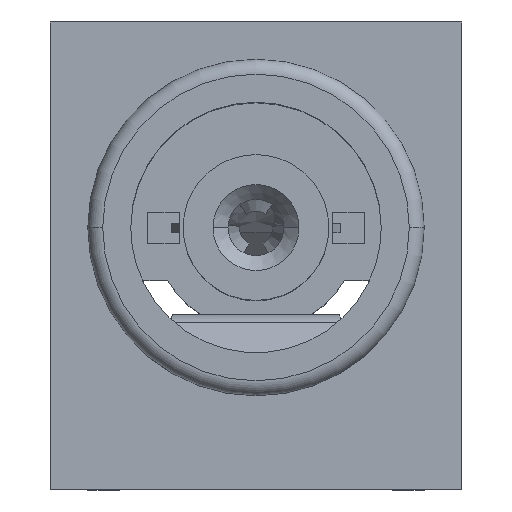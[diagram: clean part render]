
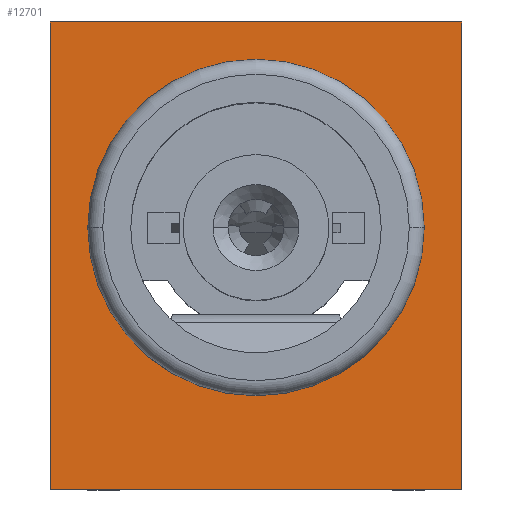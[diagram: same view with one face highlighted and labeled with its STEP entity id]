
A CAD part, top view. The second image highlights one B-rep face of the part: STEP entity #12701.
In plain terms, the highlighted planar face has unit normal (0, 0, 1).
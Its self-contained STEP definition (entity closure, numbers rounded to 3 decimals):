
#10=DIRECTION('',(-1.,0.,0.));
#11=VECTOR('',#10,11.);
#12=CARTESIAN_POINT('',(11.,0.,-2.5));
#13=LINE('',#12,#11);
#4605=CARTESIAN_POINT('',(5.5,7.,-2.5));
#4606=DIRECTION('',(0.,0.,-1.));
#4607=DIRECTION('',(-1.,0.,0.));
#4608=AXIS2_PLACEMENT_3D('',#4605,#4606,#4607);
#4610=CARTESIAN_POINT('',(5.5,7.,-2.5));
#4611=DIRECTION('',(0.,0.,-1.));
#4612=DIRECTION('',(1.,0.,0.));
#4613=AXIS2_PLACEMENT_3D('',#4610,#4611,#4612);
#4615=DIRECTION('',(-1.,0.,0.));
#4616=VECTOR('',#4615,11.);
#4617=CARTESIAN_POINT('',(11.,12.5,-2.5));
#4618=LINE('',#4617,#4616);
#4619=DIRECTION('',(0.,1.,0.));
#4620=VECTOR('',#4619,12.5);
#4621=CARTESIAN_POINT('',(11.,0.,-2.5));
#4622=LINE('',#4621,#4620);
#4655=DIRECTION('',(0.,1.,0.));
#4656=VECTOR('',#4655,12.5);
#4657=CARTESIAN_POINT('',(0.,0.,-2.5));
#4658=LINE('',#4657,#4656);
#5590=CARTESIAN_POINT('',(11.,12.5,-2.5));
#5591=VERTEX_POINT('',#5590);
#5592=CARTESIAN_POINT('',(0.,12.5,-2.5));
#5593=VERTEX_POINT('',#5592);
#5608=CARTESIAN_POINT('',(11.,0.,-2.5));
#5609=VERTEX_POINT('',#5608);
#5610=CARTESIAN_POINT('',(0.,0.,-2.5));
#5611=VERTEX_POINT('',#5610);
#5612=CARTESIAN_POINT('',(10.,7.,-2.5));
#5613=CARTESIAN_POINT('',(1.,7.,-2.5));
#5614=VERTEX_POINT('',#5612);
#5615=VERTEX_POINT('',#5613);
#12683=CARTESIAN_POINT('',(0.5,12.5,-2.5));
#12684=DIRECTION('',(0.,0.,1.));
#12685=DIRECTION('',(1.,0.,0.));
#12686=AXIS2_PLACEMENT_3D('',#12683,#12684,#12685);
#12687=PLANE('',#12686);
#12688=ORIENTED_EDGE('',*,*,#6981,.T.);
#12690=ORIENTED_EDGE('',*,*,#12689,.T.);
#12691=ORIENTED_EDGE('',*,*,#12571,.F.);
#12692=ORIENTED_EDGE('',*,*,#12676,.F.);
#12693=EDGE_LOOP('',(#12688,#12690,#12691,#12692));
#12694=FACE_OUTER_BOUND('',#12693,.F.);
#12696=ORIENTED_EDGE('',*,*,#12695,.F.);
#12698=ORIENTED_EDGE('',*,*,#12697,.F.);
#12699=EDGE_LOOP('',(#12696,#12698));
#12700=FACE_BOUND('',#12699,.F.);
#4609=CIRCLE('',#4608,4.5);
#4614=CIRCLE('',#4613,4.5);
#6981=EDGE_CURVE('',#5609,#5611,#13,.T.);
#12571=EDGE_CURVE('',#5591,#5593,#4618,.T.);
#12676=EDGE_CURVE('',#5609,#5591,#4622,.T.);
#12689=EDGE_CURVE('',#5611,#5593,#4658,.T.);
#12695=EDGE_CURVE('',#5615,#5614,#4609,.T.);
#12697=EDGE_CURVE('',#5614,#5615,#4614,.T.);
#12701=ADVANCED_FACE('',(#12694,#12700),#12687,.T.);
